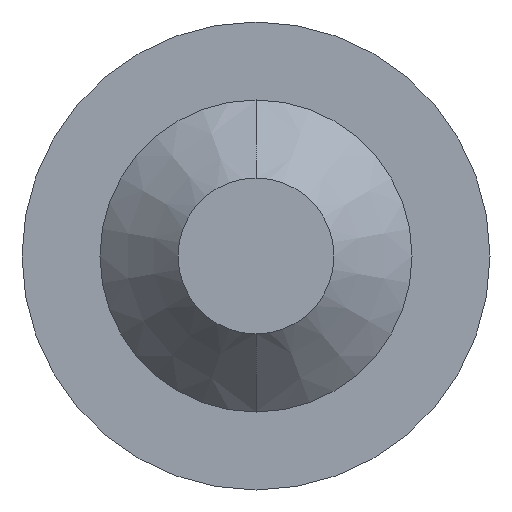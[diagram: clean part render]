
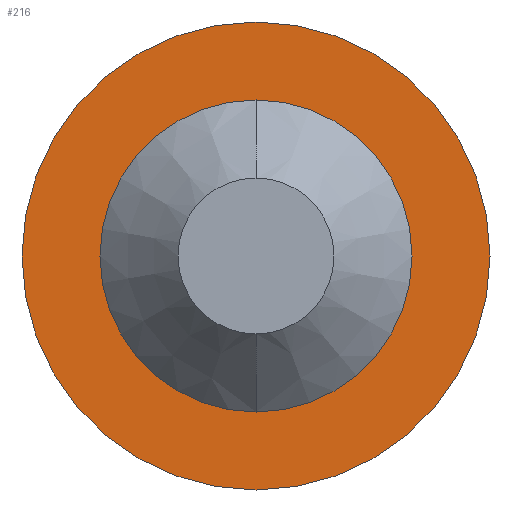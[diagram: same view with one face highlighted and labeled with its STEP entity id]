
A CAD part, front view. The second image highlights one B-rep face of the part: STEP entity #216.
In plain terms, the highlighted planar face has unit normal (0, -1, 0).
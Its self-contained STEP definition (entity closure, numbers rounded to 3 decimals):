
#9 = AXIS2_PLACEMENT_3D ( 'NONE', #33, #460, #336 ) ;
#21 = CARTESIAN_POINT ( 'NONE',  ( 0., 0., -1.5 ) ) ;
#27 = EDGE_LOOP ( 'NONE', ( #93, #259 ) ) ;
#33 = CARTESIAN_POINT ( 'NONE',  ( 0., 0., 0. ) ) ;
#56 = EDGE_CURVE ( 'Defeature ausgef�hrt1_5+Defeature ausgef�hrt1_3+Defeature ausgef�hrt1_3+Defeature ausgef�hrt1_3', #298, #292, #538, .T. ) ;
#62 = FACE_BOUND ( 'NONE', #27, .T. ) ;
#68 = AXIS2_PLACEMENT_3D ( 'NONE', #446, #442, #484 ) ;
#87 = DIRECTION ( 'NONE',  ( 0., 0., 1. ) ) ;
#93 = ORIENTED_EDGE ( 'NONE', *, *, #179, .T. ) ;
#116 = DIRECTION ( 'NONE',  ( 0., -1., 0. ) ) ;
#139 = DIRECTION ( 'NONE',  ( 0., -1., 0. ) ) ;
#162 = CIRCLE ( 'NONE', #203, 1.5 ) ;
#179 = EDGE_CURVE ( 'Defeature ausgef�hrt1_5+Defeature ausgef�hrt1_0+Defeature ausgef�hrt1_0+Defeature ausgef�hrt1_0', #200, #441, #348, .T. ) ;
#187 = CARTESIAN_POINT ( 'NONE',  ( 0., 0., 0. ) ) ;
#188 = CARTESIAN_POINT ( 'NONE',  ( 0., 0., -1. ) ) ;
#200 = VERTEX_POINT ( 'NONE', #434 ) ;
#203 = AXIS2_PLACEMENT_3D ( 'NONE', #187, #139, #369 ) ;
#207 = ORIENTED_EDGE ( 'NONE', *, *, #56, .T. ) ;
#215 = CARTESIAN_POINT ( 'NONE',  ( 0., 0., 0. ) ) ;
#216 = ADVANCED_FACE ( 'Defeature ausgef�hrt1_5', ( #62, #285 ), #395, .T. ) ;
#242 = EDGE_LOOP ( 'NONE', ( #207, #540 ) ) ;
#249 = AXIS2_PLACEMENT_3D ( 'NONE', #215, #393, #87 ) ;
#250 = CARTESIAN_POINT ( 'NONE',  ( 0., 0., 0. ) ) ;
#259 = ORIENTED_EDGE ( 'NONE', *, *, #497, .T. ) ;
#285 = FACE_OUTER_BOUND ( 'NONE', #242, .T. ) ;
#287 = AXIS2_PLACEMENT_3D ( 'NONE', #250, #116, #552 ) ;
#292 = VERTEX_POINT ( 'NONE', #529 ) ;
#298 = VERTEX_POINT ( 'NONE', #21 ) ;
#336 = DIRECTION ( 'NONE',  ( 0., 0., 1. ) ) ;
#340 = EDGE_CURVE ( 'Defeature ausgef�hrt1_5+Defeature ausgef�hrt1_3+Defeature ausgef�hrt1_3+Defeature ausgef�hrt1_3', #292, #298, #162, .T. ) ;
#348 = CIRCLE ( 'NONE', #249, 1. ) ;
#369 = DIRECTION ( 'NONE',  ( 0., 0., -1. ) ) ;
#393 = DIRECTION ( 'NONE',  ( 0., 1., 0. ) ) ;
#395 = PLANE ( 'NONE',  #68 ) ;
#434 = CARTESIAN_POINT ( 'NONE',  ( 0., 0., 1. ) ) ;
#441 = VERTEX_POINT ( 'NONE', #188 ) ;
#442 = DIRECTION ( 'NONE',  ( 0., -1., 0. ) ) ;
#446 = CARTESIAN_POINT ( 'NONE',  ( 0., 0., 0. ) ) ;
#460 = DIRECTION ( 'NONE',  ( 0., 1., 0. ) ) ;
#484 = DIRECTION ( 'NONE',  ( 0., 0., -1. ) ) ;
#497 = EDGE_CURVE ( 'Defeature ausgef�hrt1_5+Defeature ausgef�hrt1_0+Defeature ausgef�hrt1_0+Defeature ausgef�hrt1_0', #441, #200, #500, .T. ) ;
#500 = CIRCLE ( 'NONE', #9, 1. ) ;
#529 = CARTESIAN_POINT ( 'NONE',  ( 0., 0., 1.5 ) ) ;
#538 = CIRCLE ( 'NONE', #287, 1.5 ) ;
#540 = ORIENTED_EDGE ( 'NONE', *, *, #340, .T. ) ;
#552 = DIRECTION ( 'NONE',  ( 0., 0., -1. ) ) ;
